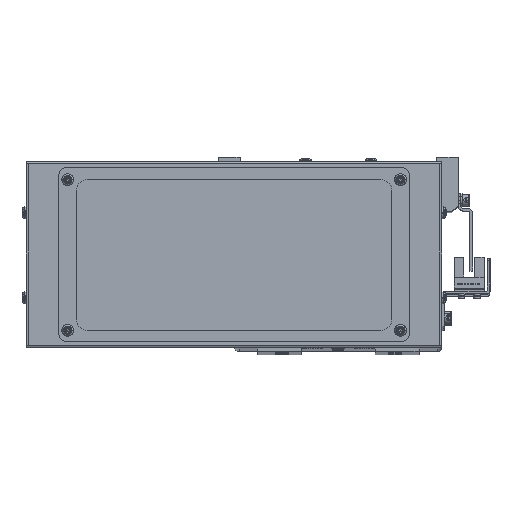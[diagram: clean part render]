
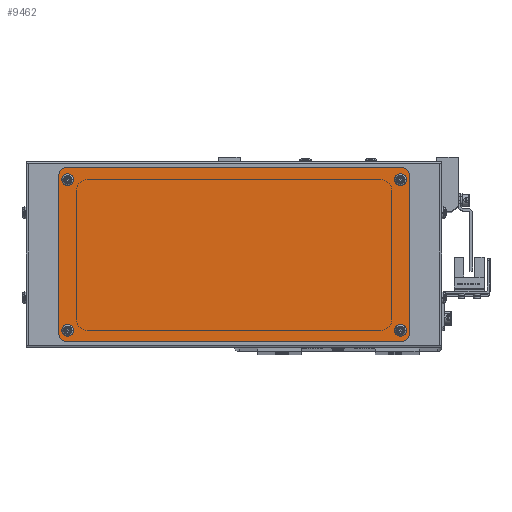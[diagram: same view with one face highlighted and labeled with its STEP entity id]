
A CAD part, top view. The second image highlights one B-rep face of the part: STEP entity #9462.
In plain terms, the highlighted planar face has unit normal (0, 0, 1).
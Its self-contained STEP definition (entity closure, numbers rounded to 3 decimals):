
#258 = EDGE_CURVE ( 'NONE', #6187, #25501, #33883, .T. ) ;
#852 = EDGE_CURVE ( 'NONE', #44943, #70392, #13606, .T. ) ;
#1698 = VERTEX_POINT ( 'NONE', #26383 ) ;
#2464 = EDGE_CURVE ( 'NONE', #53863, #11009, #19597, .T. ) ;
#3062 = AXIS2_PLACEMENT_3D ( 'NONE', #14562, #53830, #20281 ) ;
#3087 = ORIENTED_EDGE ( 'NONE', *, *, #35027, .T. ) ;
#3135 = EDGE_CURVE ( 'NONE', #1698, #51895, #8857, .T. ) ;
#4861 = ORIENTED_EDGE ( 'NONE', *, *, #27381, .F. ) ;
#5450 = ORIENTED_EDGE ( 'NONE', *, *, #46683, .F. ) ;
#5551 = FACE_BOUND ( 'NONE', #70898, .T. ) ;
#6187 = VERTEX_POINT ( 'NONE', #7620 ) ;
#6215 = CARTESIAN_POINT ( 'NONE',  ( -74.55, 34.25, 2. ) ) ;
#6610 = PLANE ( 'NONE',  #28185 ) ;
#7620 = CARTESIAN_POINT ( 'NONE',  ( 77.95, -34.75, 2. ) ) ;
#7628 = CARTESIAN_POINT ( 'NONE',  ( -76.25, -34.75, 2. ) ) ;
#7897 = ORIENTED_EDGE ( 'NONE', *, *, #68534, .F. ) ;
#8307 = VERTEX_POINT ( 'NONE', #17912 ) ;
#8520 = CARTESIAN_POINT ( 'NONE',  ( -74.55, -34.75, 2. ) ) ;
#8857 = CIRCLE ( 'NONE', #27874, 3. ) ;
#9462 = ADVANCED_FACE ( 'NONE', ( #65316, #52226, #22448, #68808, #5551 ), #6610, .T. ) ;
#10260 = ORIENTED_EDGE ( 'NONE', *, *, #27968, .T. ) ;
#10507 = CIRCLE ( 'NONE', #61283, 1.7 ) ;
#11009 = VERTEX_POINT ( 'NONE', #13718 ) ;
#11878 = CARTESIAN_POINT ( 'NONE',  ( -80.25, -36.75, 2. ) ) ;
#12688 = DIRECTION ( 'NONE',  ( 1., 0., 0. ) ) ;
#13078 = DIRECTION ( 'NONE',  ( 0., 0., 1. ) ) ;
#13159 = CARTESIAN_POINT ( 'NONE',  ( -77.25, 36.75, 2. ) ) ;
#13335 = DIRECTION ( 'NONE',  ( 1., 0., 0. ) ) ;
#13606 = LINE ( 'NONE', #25429, #71408 ) ;
#13699 = CIRCLE ( 'NONE', #23409, 3. ) ;
#13718 = CARTESIAN_POINT ( 'NONE',  ( 74.55, 34.25, 2. ) ) ;
#14562 = CARTESIAN_POINT ( 'NONE',  ( 76.25, 34.25, 2. ) ) ;
#15206 = CIRCLE ( 'NONE', #52490, 1.7 ) ;
#15261 = CARTESIAN_POINT ( 'NONE',  ( 77.95, 34.25, 2. ) ) ;
#15329 = CARTESIAN_POINT ( 'NONE',  ( -76.25, 34.25, 2. ) ) ;
#15376 = VECTOR ( 'NONE', #51133, 1000. ) ;
#15806 = ORIENTED_EDGE ( 'NONE', *, *, #258, .F. ) ;
#16632 = EDGE_LOOP ( 'NONE', ( #41861, #3087, #22628, #10260, #47902, #33305, #25198, #21924 ) ) ;
#16958 = EDGE_CURVE ( 'NONE', #25501, #6187, #25849, .T. ) ;
#17912 = CARTESIAN_POINT ( 'NONE',  ( -77.95, -34.75, 2. ) ) ;
#18044 = CARTESIAN_POINT ( 'NONE',  ( -80.25, 36.75, 2. ) ) ;
#18665 = CARTESIAN_POINT ( 'NONE',  ( -77.25, -39.75, 2. ) ) ;
#19171 = CARTESIAN_POINT ( 'NONE',  ( 77.25, -36.75, 2. ) ) ;
#19444 = CIRCLE ( 'NONE', #34956, 1.7 ) ;
#19597 = CIRCLE ( 'NONE', #54589, 1.7 ) ;
#20281 = DIRECTION ( 'NONE',  ( 1., 0., 0. ) ) ;
#20327 = CIRCLE ( 'NONE', #40270, 3. ) ;
#20384 = VERTEX_POINT ( 'NONE', #33915 ) ;
#21051 = DIRECTION ( 'NONE',  ( 1., 0., 0. ) ) ;
#21924 = ORIENTED_EDGE ( 'NONE', *, *, #26426, .T. ) ;
#22093 = DIRECTION ( 'NONE',  ( 0., 0., 1. ) ) ;
#22448 = FACE_OUTER_BOUND ( 'NONE', #16632, .T. ) ;
#22628 = ORIENTED_EDGE ( 'NONE', *, *, #59129, .T. ) ;
#23106 = CARTESIAN_POINT ( 'NONE',  ( 76.25, -34.75, 2. ) ) ;
#23132 = DIRECTION ( 'NONE',  ( 0., 0., 1. ) ) ;
#23409 = AXIS2_PLACEMENT_3D ( 'NONE', #19171, #58347, #24825 ) ;
#24195 = DIRECTION ( 'NONE',  ( 0., 1., 0. ) ) ;
#24318 = CARTESIAN_POINT ( 'NONE',  ( -76.25, -34.75, 2. ) ) ;
#24825 = DIRECTION ( 'NONE',  ( 1., 0., 0. ) ) ;
#24847 = EDGE_CURVE ( 'NONE', #62849, #20384, #15206, .T. ) ;
#25198 = ORIENTED_EDGE ( 'NONE', *, *, #61410, .T. ) ;
#25429 = CARTESIAN_POINT ( 'NONE',  ( 80.25, 36.75, 2. ) ) ;
#25501 = VERTEX_POINT ( 'NONE', #54954 ) ;
#25669 = CARTESIAN_POINT ( 'NONE',  ( 77.25, 36.75, 2. ) ) ;
#25849 = CIRCLE ( 'NONE', #49609, 1.7 ) ;
#26237 = ORIENTED_EDGE ( 'NONE', *, *, #24847, .F. ) ;
#26383 = CARTESIAN_POINT ( 'NONE',  ( -77.25, 39.75, 2. ) ) ;
#26426 = EDGE_CURVE ( 'NONE', #64392, #1698, #42929, .T. ) ;
#27381 = EDGE_CURVE ( 'NONE', #11009, #53863, #35805, .T. ) ;
#27874 = AXIS2_PLACEMENT_3D ( 'NONE', #13159, #13078, #12688 ) ;
#27968 = EDGE_CURVE ( 'NONE', #60659, #37357, #69814, .T. ) ;
#28076 = VECTOR ( 'NONE', #55675, 1000. ) ;
#28185 = AXIS2_PLACEMENT_3D ( 'NONE', #72317, #68897, #68664 ) ;
#28698 = DIRECTION ( 'NONE',  ( 1., 0., 0. ) ) ;
#28865 = ORIENTED_EDGE ( 'NONE', *, *, #2464, .F. ) ;
#29921 = DIRECTION ( 'NONE',  ( 1., 0., 0. ) ) ;
#31257 = DIRECTION ( 'NONE',  ( 1., 0., 0. ) ) ;
#31395 = EDGE_CURVE ( 'NONE', #64208, #8307, #19444, .T. ) ;
#33305 = ORIENTED_EDGE ( 'NONE', *, *, #852, .T. ) ;
#33883 = CIRCLE ( 'NONE', #54489, 1.7 ) ;
#33915 = CARTESIAN_POINT ( 'NONE',  ( -77.95, 34.25, 2. ) ) ;
#34956 = AXIS2_PLACEMENT_3D ( 'NONE', #24318, #63468, #29921 ) ;
#35027 = EDGE_CURVE ( 'NONE', #51895, #48002, #45158, .T. ) ;
#35706 = DIRECTION ( 'NONE',  ( 1., 0., 0. ) ) ;
#35805 = CIRCLE ( 'NONE', #3062, 1.7 ) ;
#35865 = DIRECTION ( 'NONE',  ( 0., 0., 1. ) ) ;
#36091 = CARTESIAN_POINT ( 'NONE',  ( 76.25, -34.75, 2. ) ) ;
#37035 = CARTESIAN_POINT ( 'NONE',  ( 77.25, -39.75, 2. ) ) ;
#37357 = VERTEX_POINT ( 'NONE', #57870 ) ;
#38279 = VECTOR ( 'NONE', #59337, 1000. ) ;
#39235 = CARTESIAN_POINT ( 'NONE',  ( -77.25, 39.75, 2. ) ) ;
#40270 = AXIS2_PLACEMENT_3D ( 'NONE', #56626, #23132, #62267 ) ;
#41404 = CARTESIAN_POINT ( 'NONE',  ( 80.25, 36.75, 2. ) ) ;
#41861 = ORIENTED_EDGE ( 'NONE', *, *, #3135, .T. ) ;
#42929 = LINE ( 'NONE', #39235, #28076 ) ;
#44943 = VERTEX_POINT ( 'NONE', #61738 ) ;
#45158 = LINE ( 'NONE', #11878, #15376 ) ;
#46683 = EDGE_CURVE ( 'NONE', #8307, #64208, #10507, .T. ) ;
#46912 = DIRECTION ( 'NONE',  ( 0., 0., 1. ) ) ;
#47902 = ORIENTED_EDGE ( 'NONE', *, *, #72153, .T. ) ;
#48002 = VERTEX_POINT ( 'NONE', #54383 ) ;
#49480 = CARTESIAN_POINT ( 'NONE',  ( 77.25, 39.75, 2. ) ) ;
#49609 = AXIS2_PLACEMENT_3D ( 'NONE', #23106, #62236, #28698 ) ;
#50173 = EDGE_LOOP ( 'NONE', ( #7897, #26237 ) ) ;
#50218 = AXIS2_PLACEMENT_3D ( 'NONE', #25669, #64818, #31257 ) ;
#51133 = DIRECTION ( 'NONE',  ( 0., -1., 0. ) ) ;
#51895 = VERTEX_POINT ( 'NONE', #18044 ) ;
#52226 = FACE_BOUND ( 'NONE', #50173, .T. ) ;
#52490 = AXIS2_PLACEMENT_3D ( 'NONE', #15329, #54568, #21051 ) ;
#53830 = DIRECTION ( 'NONE',  ( 0., 0., 1. ) ) ;
#53863 = VERTEX_POINT ( 'NONE', #15261 ) ;
#54383 = CARTESIAN_POINT ( 'NONE',  ( -80.25, -36.75, 2. ) ) ;
#54489 = AXIS2_PLACEMENT_3D ( 'NONE', #36091, #35865, #35706 ) ;
#54568 = DIRECTION ( 'NONE',  ( 0., 0., 1. ) ) ;
#54589 = AXIS2_PLACEMENT_3D ( 'NONE', #61967, #61873, #61823 ) ;
#54954 = CARTESIAN_POINT ( 'NONE',  ( 74.55, -34.75, 2. ) ) ;
#55592 = CARTESIAN_POINT ( 'NONE',  ( -76.25, 34.25, 2. ) ) ;
#55667 = EDGE_LOOP ( 'NONE', ( #5450, #70032 ) ) ;
#55675 = DIRECTION ( 'NONE',  ( -1., 0., 0. ) ) ;
#56626 = CARTESIAN_POINT ( 'NONE',  ( -77.25, -36.75, 2. ) ) ;
#57870 = CARTESIAN_POINT ( 'NONE',  ( 77.25, -39.75, 2. ) ) ;
#58116 = CIRCLE ( 'NONE', #65387, 1.7 ) ;
#58347 = DIRECTION ( 'NONE',  ( 0., 0., 1. ) ) ;
#59129 = EDGE_CURVE ( 'NONE', #48002, #60659, #20327, .T. ) ;
#59337 = DIRECTION ( 'NONE',  ( 1., 0., 0. ) ) ;
#60659 = VERTEX_POINT ( 'NONE', #18665 ) ;
#61199 = DIRECTION ( 'NONE',  ( 1., 0., 0. ) ) ;
#61283 = AXIS2_PLACEMENT_3D ( 'NONE', #7628, #46912, #13335 ) ;
#61410 = EDGE_CURVE ( 'NONE', #70392, #64392, #63455, .T. ) ;
#61738 = CARTESIAN_POINT ( 'NONE',  ( 80.25, -36.75, 2. ) ) ;
#61823 = DIRECTION ( 'NONE',  ( 1., 0., 0. ) ) ;
#61873 = DIRECTION ( 'NONE',  ( 0., 0., 1. ) ) ;
#61967 = CARTESIAN_POINT ( 'NONE',  ( 76.25, 34.25, 2. ) ) ;
#62236 = DIRECTION ( 'NONE',  ( 0., 0., 1. ) ) ;
#62267 = DIRECTION ( 'NONE',  ( 1., 0., 0. ) ) ;
#62849 = VERTEX_POINT ( 'NONE', #6215 ) ;
#63455 = CIRCLE ( 'NONE', #50218, 3. ) ;
#63468 = DIRECTION ( 'NONE',  ( 0., 0., 1. ) ) ;
#64208 = VERTEX_POINT ( 'NONE', #8520 ) ;
#64392 = VERTEX_POINT ( 'NONE', #49480 ) ;
#64818 = DIRECTION ( 'NONE',  ( 0., 0., 1. ) ) ;
#65316 = FACE_BOUND ( 'NONE', #55667, .T. ) ;
#65387 = AXIS2_PLACEMENT_3D ( 'NONE', #55592, #22093, #61199 ) ;
#67503 = ORIENTED_EDGE ( 'NONE', *, *, #16958, .F. ) ;
#68534 = EDGE_CURVE ( 'NONE', #20384, #62849, #58116, .T. ) ;
#68664 = DIRECTION ( 'NONE',  ( 1., 0., 0. ) ) ;
#68808 = FACE_BOUND ( 'NONE', #69761, .T. ) ;
#68897 = DIRECTION ( 'NONE',  ( 0., 0., 1. ) ) ;
#69761 = EDGE_LOOP ( 'NONE', ( #4861, #28865 ) ) ;
#69814 = LINE ( 'NONE', #37035, #38279 ) ;
#70032 = ORIENTED_EDGE ( 'NONE', *, *, #31395, .F. ) ;
#70392 = VERTEX_POINT ( 'NONE', #41404 ) ;
#70898 = EDGE_LOOP ( 'NONE', ( #67503, #15806 ) ) ;
#71408 = VECTOR ( 'NONE', #24195, 1000. ) ;
#72153 = EDGE_CURVE ( 'NONE', #37357, #44943, #13699, .T. ) ;
#72317 = CARTESIAN_POINT ( 'NONE',  ( -77.25, 36.75, 2. ) ) ;
